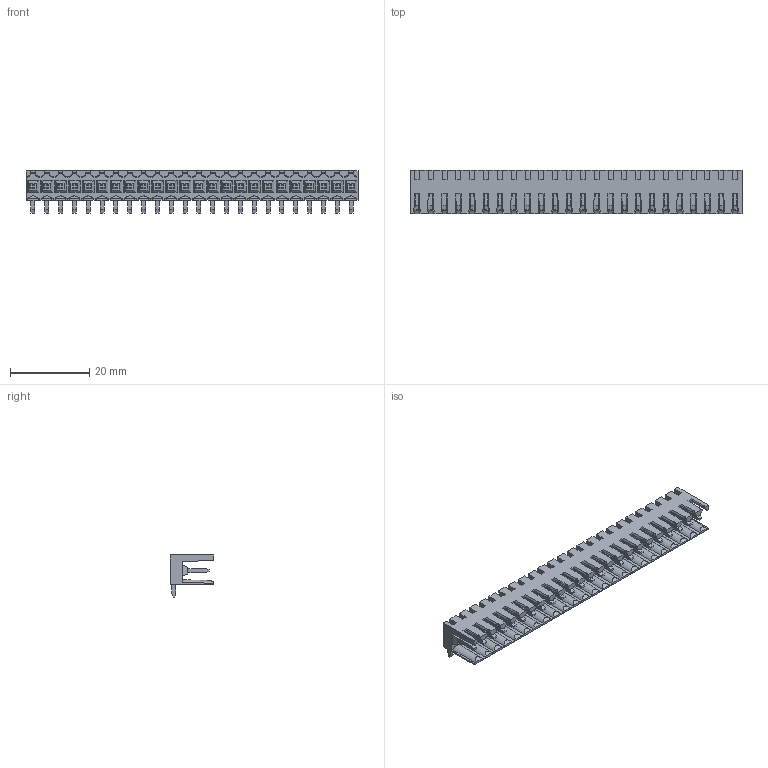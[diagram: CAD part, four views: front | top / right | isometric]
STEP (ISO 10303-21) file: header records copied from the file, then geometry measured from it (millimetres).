
FILE_DESCRIPTION(('CATIA V5 STEP Exchange','CAx-IF Rec.Pracs.--- Model Styling and Organization---1.2---2011-12-15'),'2;1');
FILE_NAME ('D1453608_0_1619060000_1619060000.stp','2018-10-15T16:53:57+00:00',('none'),('Weidmueller'),'CATIA Version 5-6 Release 2014','CATIA V5 STEP AP214','none');
FILE_SCHEMA(('AUTOMOTIVE_DESIGN { 1 0 10303 214 1 1 1 1 }'));
Length unit declared in the file: millimetre
Products named in the file (1): 1619060000
Bounding box: 84 x 11.05 x 10.65 mm (x, y, z)
Volume: 3034.7 mm3; surface area: 7195.2 mm2
Topology: 25 solids, 25 shells, 1474 faces, 4358 edges, 2934 vertices
Faces by surface type: plane 1210, cylinder 192, cone 72
Entity records: 45469 total; most frequent: CARTESIAN_POINT 10313, ORIENTED_EDGE 8716, DIRECTION 5082, EDGE_CURVE 4358, VECTOR 3050, LINE 3050, VERTEX_POINT 2934, EDGE_LOOP 1522
